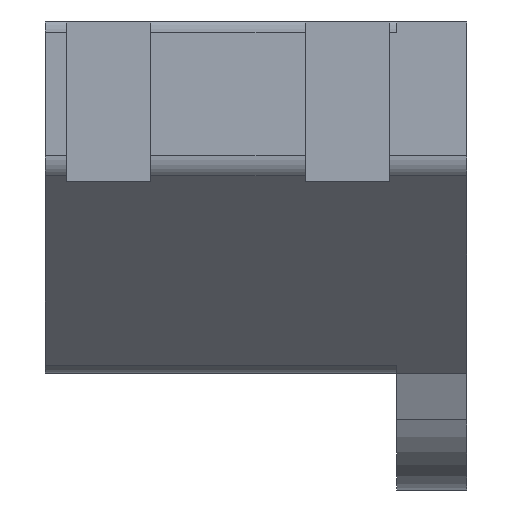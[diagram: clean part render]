
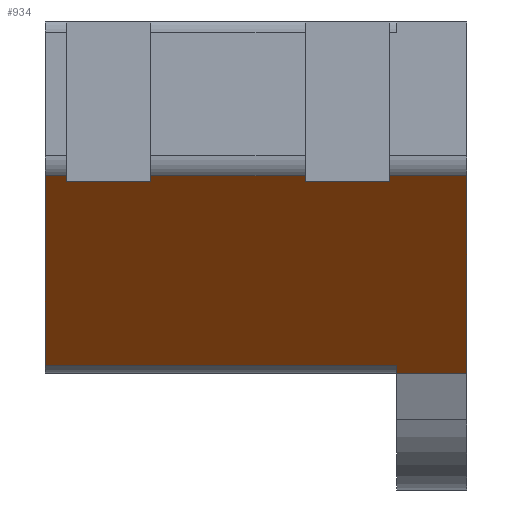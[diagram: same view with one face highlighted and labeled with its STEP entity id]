
A CAD part, left-side view. The second image highlights one B-rep face of the part: STEP entity #934.
In plain terms, the highlighted planar face has unit normal (-0.707, 0, -0.707).
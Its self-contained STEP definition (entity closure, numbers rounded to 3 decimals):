
#2 = EDGE_CURVE ( 'NONE', #1804, #1555, #686, .T. ) ;
#37 = VECTOR ( 'NONE', #871, 1000. ) ;
#39 = VERTEX_POINT ( 'NONE', #1810 ) ;
#44 = DIRECTION ( 'NONE',  ( 0., 1., 0. ) ) ;
#55 = VECTOR ( 'NONE', #881, 1000. ) ;
#57 = FACE_OUTER_BOUND ( 'NONE', #692, .T. ) ;
#60 = DIRECTION ( 'NONE',  ( 0.707, 0., -0.707 ) ) ;
#106 = CARTESIAN_POINT ( 'NONE',  ( -12.207, 20., -5.471 ) ) ;
#131 = CARTESIAN_POINT ( 'NONE',  ( -5.178, 14.25, -12.5 ) ) ;
#138 = DIRECTION ( 'NONE',  ( 0.707, 0., 0.707 ) ) ;
#151 = EDGE_CURVE ( 'NONE', #1075, #1397, #318, .T. ) ;
#153 = CARTESIAN_POINT ( 'NONE',  ( -12., 5.75, -5.678 ) ) ;
#163 = CARTESIAN_POINT ( 'NONE',  ( -12.207, 14.25, -5.471 ) ) ;
#164 = EDGE_CURVE ( 'NONE', #2057, #1357, #1571, .T. ) ;
#165 = VECTOR ( 'NONE', #44, 1000. ) ;
#171 = EDGE_CURVE ( 'NONE', #812, #677, #914, .T. ) ;
#205 = VECTOR ( 'NONE', #1041, 1000. ) ;
#231 = DIRECTION ( 'NONE',  ( -0.707, 0., 0.707 ) ) ;
#235 = LINE ( 'NONE', #1659, #1993 ) ;
#255 = EDGE_CURVE ( 'NONE', #742, #1338, #661, .T. ) ;
#271 = CARTESIAN_POINT ( 'NONE',  ( -5.178, 11.25, -12.5 ) ) ;
#277 = CARTESIAN_POINT ( 'NONE',  ( -5.471, 20., -12.207 ) ) ;
#299 = ORIENTED_EDGE ( 'NONE', *, *, #1142, .T. ) ;
#317 = AXIS2_PLACEMENT_3D ( 'NONE', #1101, #138, #1727 ) ;
#318 = LINE ( 'NONE', #715, #1876 ) ;
#333 = VERTEX_POINT ( 'NONE', #153 ) ;
#341 = ORIENTED_EDGE ( 'NONE', *, *, #929, .T. ) ;
#384 = LINE ( 'NONE', #2009, #1369 ) ;
#407 = CARTESIAN_POINT ( 'NONE',  ( -12., 20., -5.678 ) ) ;
#420 = CARTESIAN_POINT ( 'NONE',  ( -5.178, 2.5, -12.5 ) ) ;
#545 = CARTESIAN_POINT ( 'NONE',  ( -5.178, 2.5, -12.5 ) ) ;
#556 = CARTESIAN_POINT ( 'NONE',  ( -5.471, 15., -12.207 ) ) ;
#586 = LINE ( 'NONE', #407, #1399 ) ;
#599 = EDGE_CURVE ( 'NONE', #1338, #1975, #235, .T. ) ;
#632 = LINE ( 'NONE', #1199, #1896 ) ;
#661 = LINE ( 'NONE', #277, #739 ) ;
#677 = VERTEX_POINT ( 'NONE', #1814 ) ;
#686 = LINE ( 'NONE', #840, #165 ) ;
#692 = EDGE_LOOP ( 'NONE', ( #745, #1854, #1773, #1500, #1976, #1779, #1354, #1074, #1534, #299, #904, #816, #1878, #341 ) ) ;
#715 = CARTESIAN_POINT ( 'NONE',  ( -12.207, 20., -5.471 ) ) ;
#719 = DIRECTION ( 'NONE',  ( 0., 1., 0. ) ) ;
#739 = VECTOR ( 'NONE', #1095, 1000. ) ;
#742 = VERTEX_POINT ( 'NONE', #556 ) ;
#745 = ORIENTED_EDGE ( 'NONE', *, *, #2, .T. ) ;
#760 = LINE ( 'NONE', #1861, #1090 ) ;
#762 = CARTESIAN_POINT ( 'NONE',  ( -12.207, 11.25, -5.471 ) ) ;
#773 = EDGE_CURVE ( 'NONE', #1555, #742, #760, .T. ) ;
#787 = EDGE_CURVE ( 'NONE', #1357, #812, #1898, .T. ) ;
#812 = VERTEX_POINT ( 'NONE', #1207 ) ;
#816 = ORIENTED_EDGE ( 'NONE', *, *, #1288, .T. ) ;
#840 = CARTESIAN_POINT ( 'NONE',  ( -12.207, 20., -5.471 ) ) ;
#871 = DIRECTION ( 'NONE',  ( 0.707, 0., -0.707 ) ) ;
#874 = CARTESIAN_POINT ( 'NONE',  ( -5.471, 2.5, -12.207 ) ) ;
#881 = DIRECTION ( 'NONE',  ( 0., -1., 0. ) ) ;
#888 = VECTOR ( 'NONE', #231, 1000. ) ;
#904 = ORIENTED_EDGE ( 'NONE', *, *, #151, .T. ) ;
#914 = LINE ( 'NONE', #1835, #37 ) ;
#929 = EDGE_CURVE ( 'NONE', #39, #1804, #1116, .T. ) ;
#934 = ADVANCED_FACE ( 'NONE', ( #57 ), #1904, .F. ) ;
#1032 = LINE ( 'NONE', #271, #205 ) ;
#1041 = DIRECTION ( 'NONE',  ( 0.707, 0., -0.707 ) ) ;
#1071 = CARTESIAN_POINT ( 'NONE',  ( -12.207, 0., -5.471 ) ) ;
#1074 = ORIENTED_EDGE ( 'NONE', *, *, #171, .T. ) ;
#1075 = VERTEX_POINT ( 'NONE', #1592 ) ;
#1090 = VECTOR ( 'NONE', #1383, 1000. ) ;
#1095 = DIRECTION ( 'NONE',  ( 0., -1., 0. ) ) ;
#1101 = CARTESIAN_POINT ( 'NONE',  ( -5.178, 20., -12.5 ) ) ;
#1116 = LINE ( 'NONE', #131, #1615 ) ;
#1142 = EDGE_CURVE ( 'NONE', #333, #1075, #632, .T. ) ;
#1169 = DIRECTION ( 'NONE',  ( -0.707, 0., 0.707 ) ) ;
#1199 = CARTESIAN_POINT ( 'NONE',  ( -5.178, 5.75, -12.5 ) ) ;
#1207 = CARTESIAN_POINT ( 'NONE',  ( -12.207, 2.75, -5.471 ) ) ;
#1213 = EDGE_CURVE ( 'NONE', #677, #333, #586, .T. ) ;
#1244 = CARTESIAN_POINT ( 'NONE',  ( -12.207, 15., -5.471 ) ) ;
#1264 = EDGE_CURVE ( 'NONE', #1975, #2057, #1591, .T. ) ;
#1288 = EDGE_CURVE ( 'NONE', #1397, #1948, #1032, .T. ) ;
#1338 = VERTEX_POINT ( 'NONE', #874 ) ;
#1354 = ORIENTED_EDGE ( 'NONE', *, *, #787, .T. ) ;
#1357 = VERTEX_POINT ( 'NONE', #1071 ) ;
#1369 = VECTOR ( 'NONE', #1859, 1000. ) ;
#1383 = DIRECTION ( 'NONE',  ( 0.707, 0., -0.707 ) ) ;
#1397 = VERTEX_POINT ( 'NONE', #762 ) ;
#1399 = VECTOR ( 'NONE', #1530, 1000. ) ;
#1500 = ORIENTED_EDGE ( 'NONE', *, *, #599, .T. ) ;
#1525 = CARTESIAN_POINT ( 'NONE',  ( -5.178, 0., -12.5 ) ) ;
#1530 = DIRECTION ( 'NONE',  ( 0., 1., 0. ) ) ;
#1534 = ORIENTED_EDGE ( 'NONE', *, *, #1213, .T. ) ;
#1555 = VERTEX_POINT ( 'NONE', #1244 ) ;
#1571 = LINE ( 'NONE', #1685, #888 ) ;
#1591 = LINE ( 'NONE', #420, #55 ) ;
#1592 = CARTESIAN_POINT ( 'NONE',  ( -12.207, 5.75, -5.471 ) ) ;
#1615 = VECTOR ( 'NONE', #2064, 1000. ) ;
#1629 = CARTESIAN_POINT ( 'NONE',  ( -12., 11.25, -5.678 ) ) ;
#1630 = EDGE_CURVE ( 'NONE', #1948, #39, #384, .T. ) ;
#1659 = CARTESIAN_POINT ( 'NONE',  ( -2.915, 2.5, -14.763 ) ) ;
#1685 = CARTESIAN_POINT ( 'NONE',  ( -5.178, 0., -12.5 ) ) ;
#1727 = DIRECTION ( 'NONE',  ( 0.707, 0., -0.707 ) ) ;
#1773 = ORIENTED_EDGE ( 'NONE', *, *, #255, .T. ) ;
#1779 = ORIENTED_EDGE ( 'NONE', *, *, #164, .T. ) ;
#1791 = VECTOR ( 'NONE', #719, 1000. ) ;
#1804 = VERTEX_POINT ( 'NONE', #163 ) ;
#1810 = CARTESIAN_POINT ( 'NONE',  ( -12., 14.25, -5.678 ) ) ;
#1814 = CARTESIAN_POINT ( 'NONE',  ( -12., 2.75, -5.678 ) ) ;
#1835 = CARTESIAN_POINT ( 'NONE',  ( -5.178, 2.75, -12.5 ) ) ;
#1850 = DIRECTION ( 'NONE',  ( 0., 1., 0. ) ) ;
#1854 = ORIENTED_EDGE ( 'NONE', *, *, #773, .T. ) ;
#1859 = DIRECTION ( 'NONE',  ( 0., 1., 0. ) ) ;
#1861 = CARTESIAN_POINT ( 'NONE',  ( -5.178, 15., -12.5 ) ) ;
#1876 = VECTOR ( 'NONE', #1850, 1000. ) ;
#1878 = ORIENTED_EDGE ( 'NONE', *, *, #1630, .T. ) ;
#1896 = VECTOR ( 'NONE', #1169, 1000. ) ;
#1898 = LINE ( 'NONE', #106, #1791 ) ;
#1904 = PLANE ( 'NONE',  #317 ) ;
#1948 = VERTEX_POINT ( 'NONE', #1629 ) ;
#1975 = VERTEX_POINT ( 'NONE', #545 ) ;
#1976 = ORIENTED_EDGE ( 'NONE', *, *, #1264, .T. ) ;
#1993 = VECTOR ( 'NONE', #60, 1000. ) ;
#2009 = CARTESIAN_POINT ( 'NONE',  ( -12., 20., -5.678 ) ) ;
#2057 = VERTEX_POINT ( 'NONE', #1525 ) ;
#2064 = DIRECTION ( 'NONE',  ( -0.707, 0., 0.707 ) ) ;
